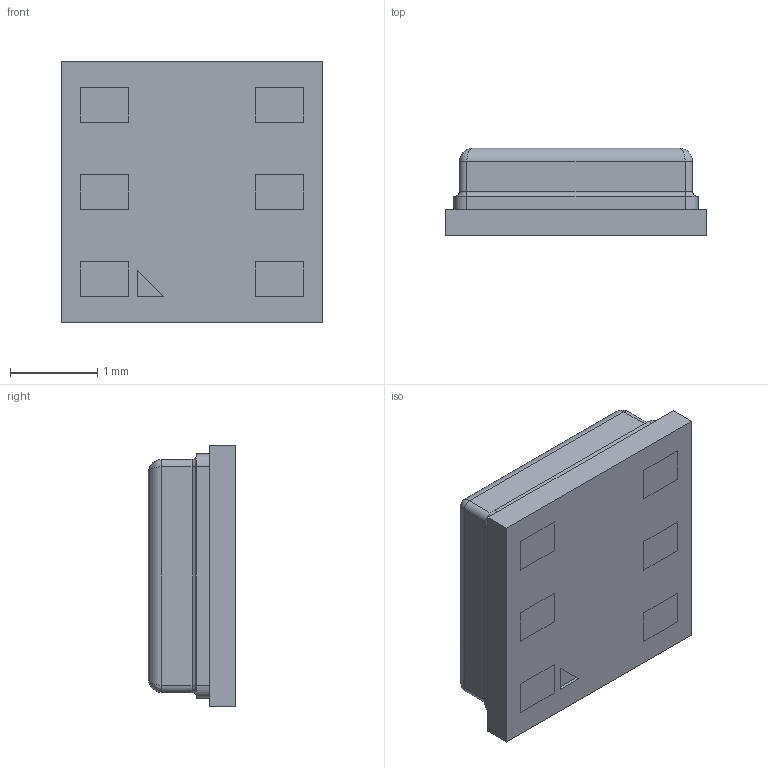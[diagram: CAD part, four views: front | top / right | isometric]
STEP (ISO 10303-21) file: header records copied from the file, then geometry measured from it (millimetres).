
FILE_DESCRIPTION (( 'STEP AP214' ), '1' );
FILE_NAME ('AHT20.STEP', '2024-07-09T17:46:43', ( '' ), ( '' ), 'SwSTEP 2.0', 'SolidWorks 2021', '' );
FILE_SCHEMA (( 'AUTOMOTIVE_DESIGN' ));
Length unit declared in the file: millimetre
Products named in the file (1): AHT20
Bounding box: 3 x 1 x 3 mm (x, y, z)
Volume: 7.7 mm3; surface area: 50.3 mm2
Topology: 10 solids, 10 shells, 127 faces, 278 edges, 176 vertices
Faces by surface type: plane 99, cylinder 20, bspline 4, torus 4
Entity records: 3575 total; most frequent: CARTESIAN_POINT 694, DIRECTION 550, ORIENTED_EDGE 548, EDGE_CURVE 274, LINE 230, VECTOR 230, VERTEX_POINT 176, AXIS2_PLACEMENT_3D 160
